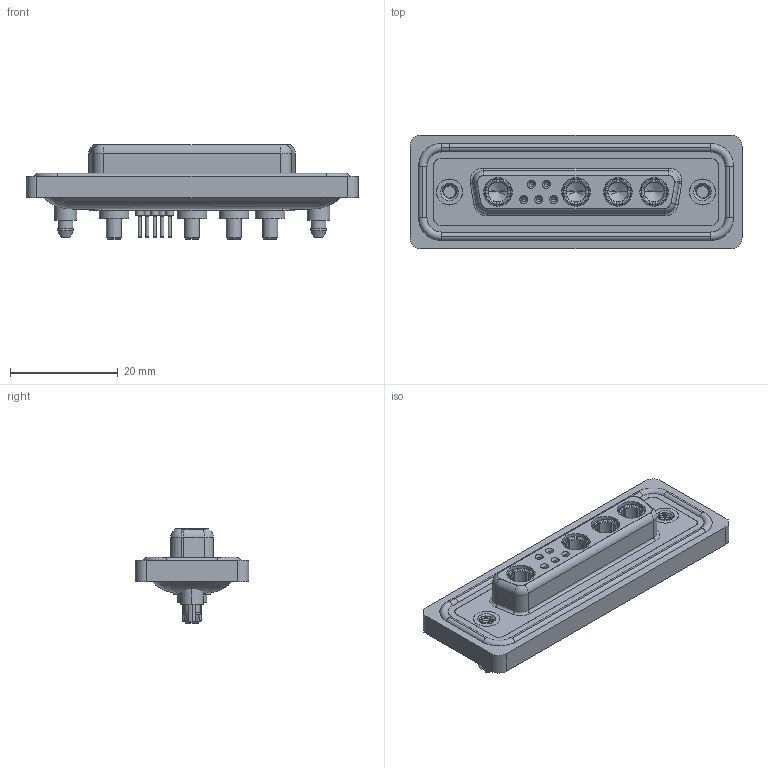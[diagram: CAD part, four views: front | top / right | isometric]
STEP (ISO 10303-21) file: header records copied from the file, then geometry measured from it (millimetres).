
FILE_DESCRIPTION (( 'STEP AP203' ), '1' );
FILE_NAME ('628W9W4-624-2ND.STEP', '2024-04-09T20:04:57', ( '' ), ( '' ), 'SwSTEP 2.0', 'SolidWorks 2023', '' );
FILE_SCHEMA (( 'CONFIG_CONTROL_DESIGN' ));
Length unit declared in the file: millimetre
Products named in the file (9): 628Combo Waterproof Housing_25 Contacts; 628Combo Threaded Boardlock_D; 628Combo Shell Front_25 Contacts; 628Combo Contact Row 1_24; Power Socket_20A S; 628Combo Shell Rear_25 Contacts; 628Combo Contact Row 2_24; 628Combo Housing_9W4; 628W9W4-624-2ND
Assembly tree (15 placements, depth 2):
  628W9W4-624-2ND
    628Combo Housing_9W4
    628Combo Waterproof Housing_25 Contacts
    628Combo Shell Front_25 Contacts
    628Combo Shell Rear_25 Contacts
    628Combo Threaded Boardlock_D  x2
    628Combo Contact Row 1_24  x2
    628Combo Contact Row 2_24  x3
    Power Socket_20A S  x4
Bounding box: 61.75 x 21.1 x 17.55 mm (x, y, z)
Volume: 8358.5 mm3; surface area: 13901.2 mm2
Topology: 20 solids, 20 shells, 1023 faces, 2551 edges, 1609 vertices
Faces by surface type: cylinder 423, plane 312, torus 157, cone 115, bspline 16
Entity records: 22316 total; most frequent: CARTESIAN_POINT 6201, DIRECTION 3335, ORIENTED_EDGE 3048, EDGE_CURVE 1524, AXIS2_PLACEMENT_3D 1360, VERTEX_POINT 968, CIRCLE 727, EDGE_LOOP 704
